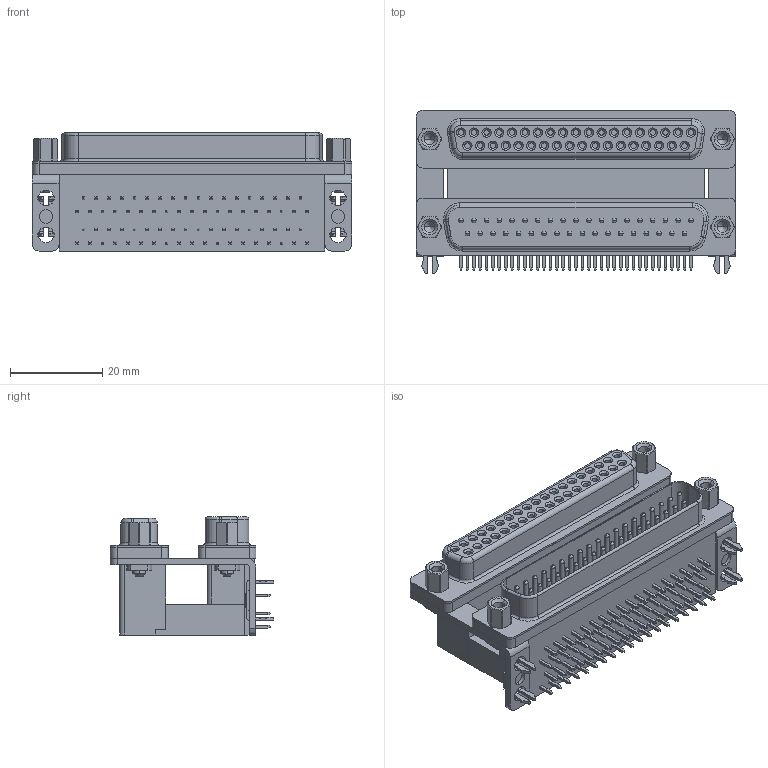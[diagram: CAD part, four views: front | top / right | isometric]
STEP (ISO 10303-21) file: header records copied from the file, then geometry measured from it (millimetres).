
FILE_DESCRIPTION (( 'STEP AP214' ), '1' );
FILE_NAME ('K42X-C37S-P-A4NJ_rA1.STEP', '2013-12-06T17:37:42', ( '' ), ( '' ), 'SwSTEP 2.0', 'SolidWorks 2012', '' );
FILE_SCHEMA (( 'AUTOMOTIVE_DESIGN' ));
Length unit declared in the file: millimetre
Products named in the file (1): K42X-C37S-P-A4NJ_rA1
Bounding box: 69.32 x 35.45 x 25.6 mm (x, y, z)
Volume: 30942.1 mm3; surface area: 15284 mm2
Topology: 1 solids, 1 shells, 1505 faces, 3583 edges, 2175 vertices
Faces by surface type: plane 896, cylinder 365, cone 142, sphere 74, torus 28
Entity records: 46028 total; most frequent: DIRECTION 7349, CARTESIAN_POINT 7306, ORIENTED_EDGE 6854, EDGE_CURVE 3427, AXIS2_PLACEMENT_3D 2464, LINE 2421, VECTOR 2421, VERTEX_POINT 2101
